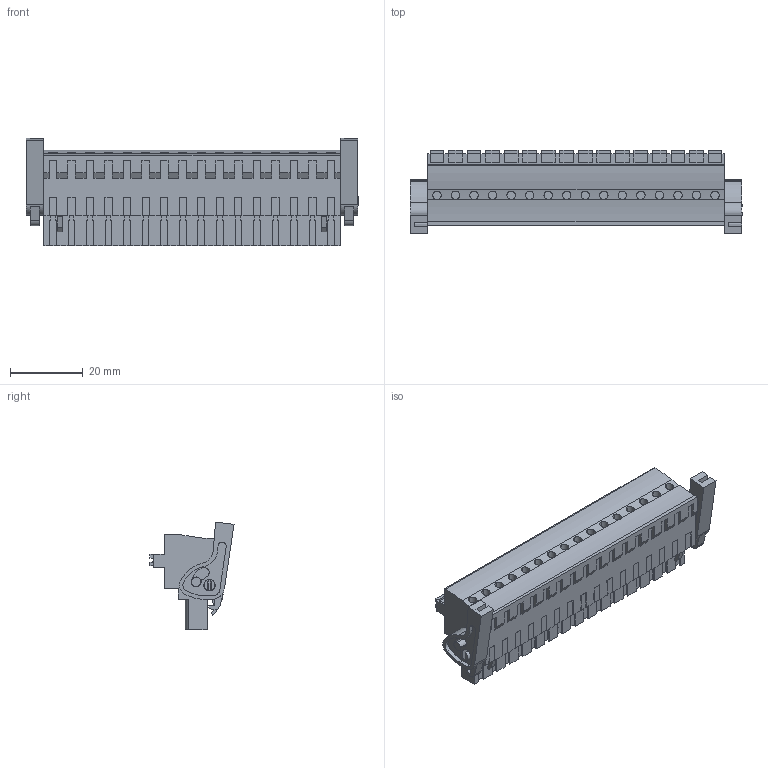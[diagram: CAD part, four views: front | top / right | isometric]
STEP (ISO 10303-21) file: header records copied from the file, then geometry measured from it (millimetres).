
FILE_DESCRIPTION(('CATIA V5 STEP Exchange','CAx-IF Rec.Pracs.--- Model Styling and Organization---1.2---2011-12-15'),'2;1');
FILE_NAME ('D1461205_0_1983220000_1983220000.stp','2017-10-30T15:42:37+00:00',('none'),('Weidmueller'),'CATIA Version 5-6 Release 2014','CATIA V5 STEP AP214','none');
FILE_SCHEMA(('AUTOMOTIVE_DESIGN { 1 0 10303 214 1 1 1 1 }'));
Length unit declared in the file: millimetre
Products named in the file (1): 1983220000
Bounding box: 90.98 x 23.02 x 29.52 mm (x, y, z)
Volume: 25105.8 mm3; surface area: 13262.8 mm2
Topology: 19 solids, 19 shells, 1222 faces, 3393 edges, 2285 vertices
Faces by surface type: plane 995, cylinder 227
Entity records: 35359 total; most frequent: ORIENTED_EDGE 6786, CARTESIAN_POINT 6627, DIRECTION 4475, EDGE_CURVE 3393, VECTOR 2915, LINE 2915, VERTEX_POINT 2285, EDGE_LOOP 1306
